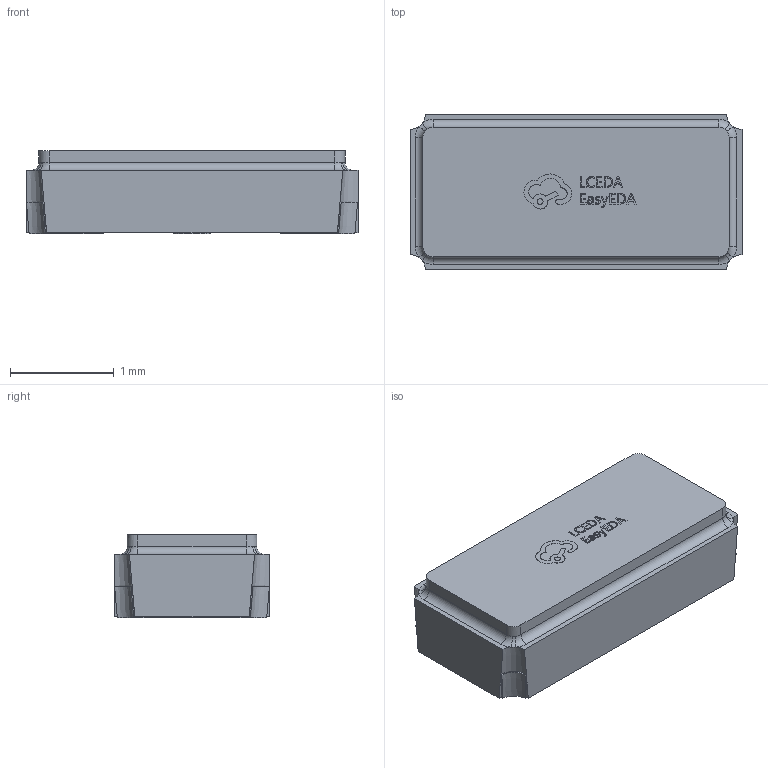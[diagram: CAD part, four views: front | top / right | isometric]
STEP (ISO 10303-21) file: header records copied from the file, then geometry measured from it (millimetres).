
FILE_DESCRIPTION (( 'STEP AP214' ), '1' );
FILE_NAME ('FC-135R_L3.2-W1.5.STEP', '2024-10-18T07:55:44', ( '' ), ( '' ), 'SwSTEP 2.0', 'SolidWorks 2021', '' );
FILE_SCHEMA (( 'AUTOMOTIVE_DESIGN' ));
Length unit declared in the file: millimetre
Products named in the file (1): FC-135R_L3.2-W1.5
Bounding box: 3.2 x 1.5 x 0.8 mm (x, y, z)
Volume: 3.6 mm3; surface area: 16.3 mm2
Topology: 1 solids, 1 shells, 302 faces, 824 edges, 544 vertices
Faces by surface type: plane 166, bspline 102, cone 16, cylinder 10, torus 8
Entity records: 13440 total; most frequent: CARTESIAN_POINT 3129, ORIENTED_EDGE 1648, DIRECTION 1078, EDGE_CURVE 824, VERTEX_POINT 544, VECTOR 500, LINE 500, EDGE_LOOP 322
